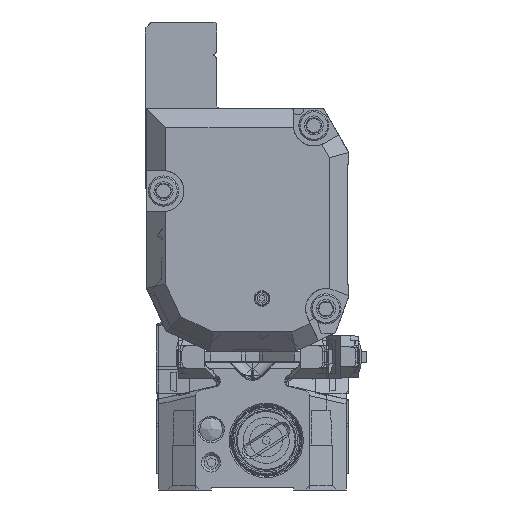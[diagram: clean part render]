
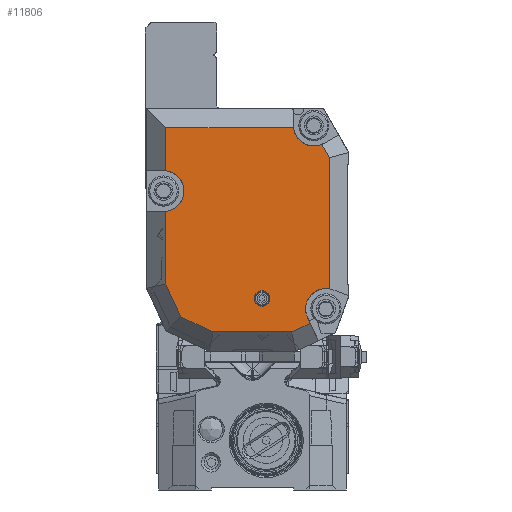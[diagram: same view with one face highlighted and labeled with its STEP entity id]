
A CAD part, front view. The second image highlights one B-rep face of the part: STEP entity #11806.
In plain terms, the highlighted planar face has unit normal (0, -1, 0).
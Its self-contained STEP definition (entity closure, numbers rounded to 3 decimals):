
#7649=FACE_BOUND('',#22462,.T.);
#7650=FACE_BOUND('',#22463,.T.);
#11806=ADVANCED_FACE('',(#7649,#7650),#14089,.F.);
#14089=PLANE('',#86308);
#22462=EDGE_LOOP('',(#45011,#45012,#45013,#45014,#45015,#45016,#45017,#45018,
#45019,#45020,#45021,#45022,#45023));
#22463=EDGE_LOOP('',(#45024));
#45011=ORIENTED_EDGE('',*,*,#64001,.T.);
#45012=ORIENTED_EDGE('',*,*,#64002,.T.);
#45013=ORIENTED_EDGE('',*,*,#64003,.T.);
#45014=ORIENTED_EDGE('',*,*,#64004,.T.);
#45015=ORIENTED_EDGE('',*,*,#64005,.T.);
#45016=ORIENTED_EDGE('',*,*,#64006,.T.);
#45017=ORIENTED_EDGE('',*,*,#64007,.T.);
#45018=ORIENTED_EDGE('',*,*,#64008,.T.);
#45019=ORIENTED_EDGE('',*,*,#64009,.T.);
#45020=ORIENTED_EDGE('',*,*,#64010,.T.);
#45021=ORIENTED_EDGE('',*,*,#64011,.T.);
#45022=ORIENTED_EDGE('',*,*,#64012,.T.);
#45023=ORIENTED_EDGE('',*,*,#64013,.T.);
#45024=ORIENTED_EDGE('',*,*,#64014,.T.);
#52680=VERTEX_POINT('',#147587);
#52681=VERTEX_POINT('',#147588);
#52682=VERTEX_POINT('',#147590);
#52683=VERTEX_POINT('',#147592);
#52684=VERTEX_POINT('',#147594);
#52685=VERTEX_POINT('',#147596);
#52686=VERTEX_POINT('',#147598);
#52687=VERTEX_POINT('',#147600);
#52688=VERTEX_POINT('',#147602);
#52689=VERTEX_POINT('',#147604);
#52690=VERTEX_POINT('',#147606);
#52691=VERTEX_POINT('',#147608);
#52692=VERTEX_POINT('',#147610);
#52693=VERTEX_POINT('',#147613);
#64001=EDGE_CURVE('',#52680,#52681,#79470,.T.);
#64002=EDGE_CURVE('',#52681,#52682,#70568,.T.);
#64003=EDGE_CURVE('',#52682,#52683,#70569,.T.);
#64004=EDGE_CURVE('',#52683,#52684,#79471,.T.);
#64005=EDGE_CURVE('',#52684,#52685,#70570,.T.);
#64006=EDGE_CURVE('',#52685,#52686,#70571,.T.);
#64007=EDGE_CURVE('',#52686,#52687,#79472,.T.);
#64008=EDGE_CURVE('',#52687,#52688,#70572,.T.);
#64009=EDGE_CURVE('',#52688,#52689,#70573,.T.);
#64010=EDGE_CURVE('',#52689,#52690,#70574,.T.);
#64011=EDGE_CURVE('',#52690,#52691,#70575,.T.);
#64012=EDGE_CURVE('',#52691,#52692,#70576,.T.);
#64013=EDGE_CURVE('',#52692,#52680,#70577,.T.);
#64014=EDGE_CURVE('',#52693,#52693,#79473,.T.);
#70568=LINE('',#147589,#77202);
#70569=LINE('',#147591,#77203);
#70570=LINE('',#147595,#77204);
#70571=LINE('',#147597,#77205);
#70572=LINE('',#147601,#77206);
#70573=LINE('',#147603,#77207);
#70574=LINE('',#147605,#77208);
#70575=LINE('',#147607,#77209);
#70576=LINE('',#147609,#77210);
#70577=LINE('',#147611,#77211);
#77202=VECTOR('',#106554,1.);
#77203=VECTOR('',#106555,1.);
#77204=VECTOR('',#106558,1.);
#77205=VECTOR('',#106559,1.);
#77206=VECTOR('',#106562,1.);
#77207=VECTOR('',#106563,1.);
#77208=VECTOR('',#106564,1.);
#77209=VECTOR('',#106565,1.);
#77210=VECTOR('',#106566,1.);
#77211=VECTOR('',#106567,1.);
#79470=CIRCLE('',#86304,3.7);
#79471=CIRCLE('',#86305,3.7);
#79472=CIRCLE('',#86306,3.7);
#79473=CIRCLE('',#86307,1.3);
#86304=AXIS2_PLACEMENT_3D('',#147586,#106552,#106553);
#86305=AXIS2_PLACEMENT_3D('',#147593,#106556,#106557);
#86306=AXIS2_PLACEMENT_3D('',#147599,#106560,#106561);
#86307=AXIS2_PLACEMENT_3D('',#147612,#106568,#106569);
#86308=AXIS2_PLACEMENT_3D('',#147614,#106570,#106571);
#106552=DIRECTION('',(0.,1.,0.));
#106553=DIRECTION('',(-1.,0.,0.));
#106554=DIRECTION('',(0.,0.,1.));
#106555=DIRECTION('',(-0.5,0.,0.866));
#106556=DIRECTION('',(0.,1.,0.));
#106557=DIRECTION('',(-1.,0.,0.));
#106558=DIRECTION('',(-1.,0.,0.));
#106559=DIRECTION('',(0.,0.,-1.));
#106560=DIRECTION('',(0.,1.,0.));
#106561=DIRECTION('',(-1.,0.,0.));
#106562=DIRECTION('',(0.,0.,-1.));
#106563=DIRECTION('',(0.419,0.,-0.908));
#106564=DIRECTION('',(0.905,0.,-0.426));
#106565=DIRECTION('',(1.,0.,0.));
#106566=DIRECTION('',(0.905,0.,0.426));
#106567=DIRECTION('',(-0.426,0.,0.905));
#106568=DIRECTION('',(0.,1.,0.));
#106569=DIRECTION('',(0.,0.,1.));
#106570=DIRECTION('',(0.,1.,0.));
#106571=DIRECTION('',(0.,0.,1.));
#147586=CARTESIAN_POINT('',(32.85,-8.,-52.11));
#147587=CARTESIAN_POINT('',(29.503,-8.,-53.687));
#147588=CARTESIAN_POINT('',(33.5,-8.,-48.468));
#147589=CARTESIAN_POINT('',(33.5,-8.,-46.706));
#147590=CARTESIAN_POINT('',(33.5,-8.,-24.648));
#147591=CARTESIAN_POINT('',(44.864,-8.,-44.331));
#147592=CARTESIAN_POINT('',(32.096,-8.,-22.216));
#147593=CARTESIAN_POINT('',(30.65,-8.,-18.81));
#147594=CARTESIAN_POINT('',(26.972,-8.,-19.21));
#147595=CARTESIAN_POINT('',(40.75,-8.,-19.21));
#147596=CARTESIAN_POINT('',(3.75,-8.,-19.21));
#147597=CARTESIAN_POINT('',(3.75,-8.,-46.706));
#147598=CARTESIAN_POINT('',(3.75,-8.,-27.032));
#147599=CARTESIAN_POINT('',(3.35,-8.,-30.71));
#147600=CARTESIAN_POINT('',(3.75,-8.,-34.388));
#147601=CARTESIAN_POINT('',(3.75,-8.,-46.706));
#147602=CARTESIAN_POINT('',(3.75,-8.,-47.584));
#147603=CARTESIAN_POINT('',(9.912,-8.,-60.937));
#147604=CARTESIAN_POINT('',(6.493,-8.,-53.528));
#147605=CARTESIAN_POINT('',(31.901,-8.,-65.495));
#147606=CARTESIAN_POINT('',(12.378,-8.,-56.3));
#147607=CARTESIAN_POINT('',(40.75,-8.,-56.3));
#147608=CARTESIAN_POINT('',(26.622,-8.,-56.3));
#147609=CARTESIAN_POINT('',(41.883,-8.,-49.112));
#147610=CARTESIAN_POINT('',(29.987,-8.,-54.715));
#147611=CARTESIAN_POINT('',(31.478,-8.,-57.881));
#147612=CARTESIAN_POINT('',(21.25,-8.,-50.21));
#147613=CARTESIAN_POINT('',(21.25,-8.,-48.91));
#147614=CARTESIAN_POINT('',(40.75,-8.,-46.706));
